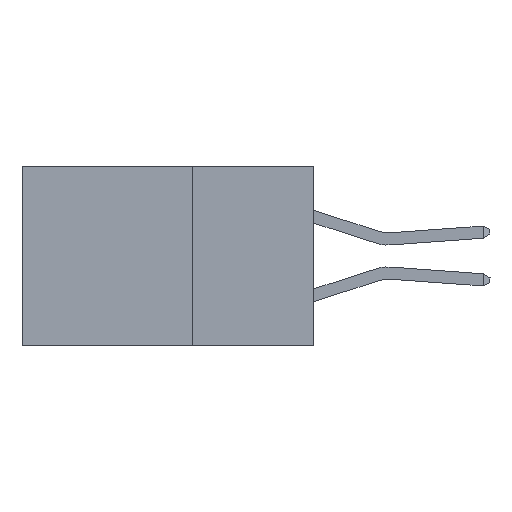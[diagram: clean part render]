
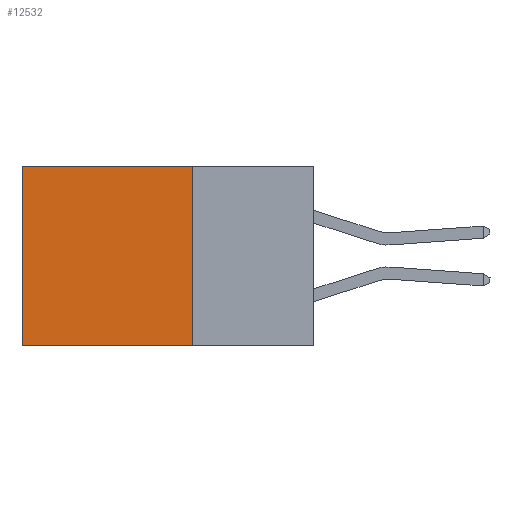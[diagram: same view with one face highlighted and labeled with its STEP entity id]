
A CAD part, left-side view. The second image highlights one B-rep face of the part: STEP entity #12532.
In plain terms, the highlighted planar face has unit normal (-1, 0, 0).
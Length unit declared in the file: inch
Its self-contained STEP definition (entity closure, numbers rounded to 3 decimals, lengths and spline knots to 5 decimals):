
#33 = CARTESIAN_POINT ( 'NONE',  ( 0.2875, 0.25, 0. ) ) ;
#614 = VERTEX_POINT ( 'NONE', #9801 ) ;
#717 = CARTESIAN_POINT ( 'NONE',  ( 0.2875, 0.25, -0.37 ) ) ;
#940 = DIRECTION ( 'NONE',  ( 0., 0., -1. ) ) ;
#1031 = AXIS2_PLACEMENT_3D ( 'NONE', #33, #5369, #9772 ) ;
#1908 = EDGE_CURVE ( 'NONE', #15234, #9742, #10922, .T. ) ;
#1933 = VECTOR ( 'NONE', #940, 39.37008 ) ;
#2374 = EDGE_CURVE ( 'NONE', #8088, #614, #10144, .T. ) ;
#2727 = PLANE ( 'NONE',  #1031 ) ;
#3636 = CARTESIAN_POINT ( 'NONE',  ( 0.2875, 0.25, 0. ) ) ;
#3987 = VECTOR ( 'NONE', #16463, 39.37008 ) ;
#4473 = CARTESIAN_POINT ( 'NONE',  ( 0.2875, 0.6, -0.37 ) ) ;
#5043 = CARTESIAN_POINT ( 'NONE',  ( 0.2875, 0.25, 0. ) ) ;
#5369 = DIRECTION ( 'NONE',  ( 1., 0., 0. ) ) ;
#8022 = CARTESIAN_POINT ( 'NONE',  ( 0.2875, 0.6, 0. ) ) ;
#8088 = VERTEX_POINT ( 'NONE', #16178 ) ;
#8234 = ORIENTED_EDGE ( 'NONE', *, *, #11819, .T. ) ;
#8905 = LINE ( 'NONE', #5043, #1933 ) ;
#9742 = VERTEX_POINT ( 'NONE', #4473 ) ;
#9772 = DIRECTION ( 'NONE',  ( 0., 0., -1. ) ) ;
#9791 = ORIENTED_EDGE ( 'NONE', *, *, #14727, .F. ) ;
#9801 = CARTESIAN_POINT ( 'NONE',  ( 0.2875, 0.6, 0. ) ) ;
#9861 = LINE ( 'NONE', #8022, #14421 ) ;
#10144 = LINE ( 'NONE', #3636, #17049 ) ;
#10922 = LINE ( 'NONE', #14896, #3987 ) ;
#11819 = EDGE_CURVE ( 'NONE', #614, #9742, #9861, .T. ) ;
#12532 = ADVANCED_FACE ( 'NONE', ( #13965 ), #2727, .F. ) ;
#12869 = ORIENTED_EDGE ( 'NONE', *, *, #1908, .F. ) ;
#13371 = DIRECTION ( 'NONE',  ( 0., 1., 0. ) ) ;
#13619 = DIRECTION ( 'NONE',  ( 0., 0., -1. ) ) ;
#13965 = FACE_OUTER_BOUND ( 'NONE', #14732, .T. ) ;
#14421 = VECTOR ( 'NONE', #13619, 39.37008 ) ;
#14727 = EDGE_CURVE ( 'NONE', #8088, #15234, #8905, .T. ) ;
#14732 = EDGE_LOOP ( 'NONE', ( #8234, #12869, #9791, #16935 ) ) ;
#14896 = CARTESIAN_POINT ( 'NONE',  ( 0.2875, 0.25, -0.37 ) ) ;
#15234 = VERTEX_POINT ( 'NONE', #717 ) ;
#16178 = CARTESIAN_POINT ( 'NONE',  ( 0.2875, 0.25, 0. ) ) ;
#16463 = DIRECTION ( 'NONE',  ( 0., 1., 0. ) ) ;
#16935 = ORIENTED_EDGE ( 'NONE', *, *, #2374, .T. ) ;
#17049 = VECTOR ( 'NONE', #13371, 39.37008 ) ;
